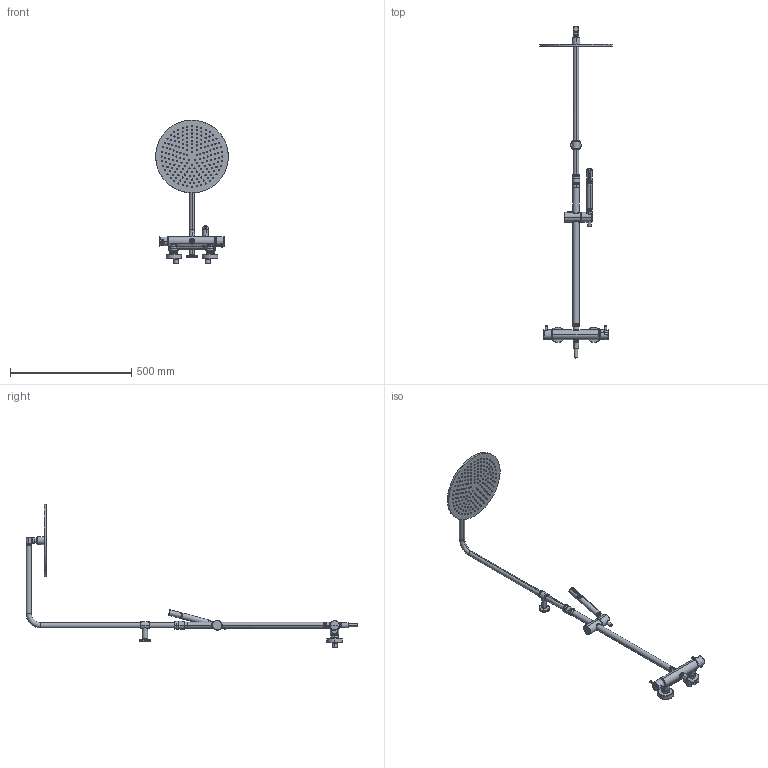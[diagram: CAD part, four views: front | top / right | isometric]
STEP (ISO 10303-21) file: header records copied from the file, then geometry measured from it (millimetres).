
FILE_DESCRIPTION(('CATIA V5 STEP Exchange','CAx-IF Rec.Pracs.--- Model Styling and Organization---1.5--- 2016-08-15','CAx-IF Rec.Pracs.---Supplemental Geometry---1.0---2011-11-01','CAx-IF Rec.Pracs.--- Composite Materials ---3.4---2017-06-13','CAx-IF Rec.Pracs.---Tessellated 3D Geometry---1.0---2015-12-17'),'2;1');
FILE_NAME('LNC8401D.stp','2024-07-08T11:53:23+00:00',('none'),('none'),'CATIA Version 5-6 Release 2020 SP2','CATIA V5 STEP AP242 v2','none');
FILE_SCHEMA(('AP242_MANAGED_MODEL_BASED_3D_ENGINEERING_MIM_LF {1 0 10303 442 1 1 4}'));
Products named in the file (1): LNC8401D
Bounding box: 300 x 1370.3 x 593 mm (x, y, z)
Volume: 760451.8 mm3; surface area: 615859.4 mm2
Topology: 26 solids, 807 shells, 2873 faces, 9110 edges, 7253 vertices
Faces by surface type: cylinder 1096, plane 774, torus 383, bspline 278, cone 264, sphere 78
Entity records: 131999 total; most frequent: CARTESIAN_POINT 61253, ORIENTED_EDGE 14102, DIRECTION 9890, EDGE_CURVE 9079, VERTEX_POINT 7253, AXIS2_PLACEMENT_3D 5599, CIRCLE 3902, EDGE_LOOP 3300
